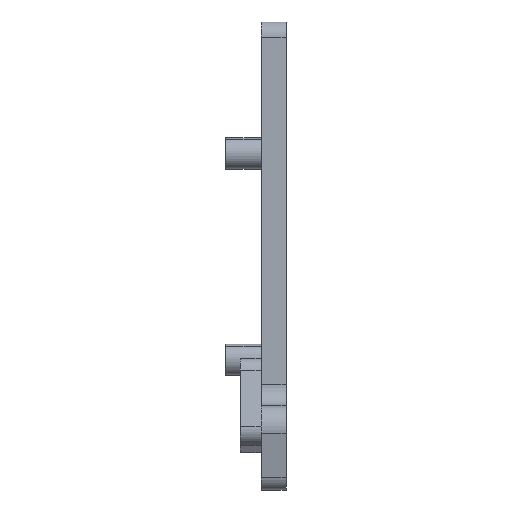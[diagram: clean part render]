
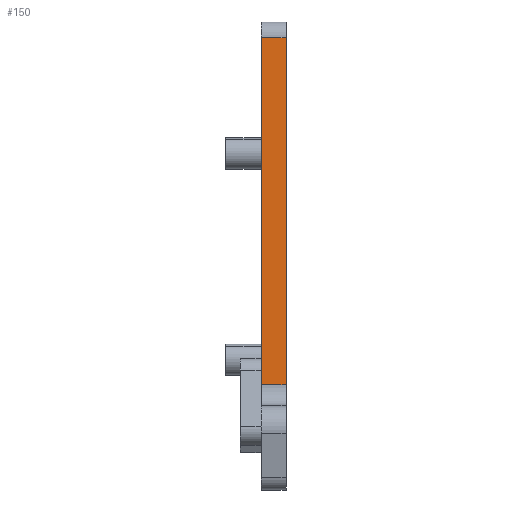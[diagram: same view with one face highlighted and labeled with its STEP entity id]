
A CAD part, front view. The second image highlights one B-rep face of the part: STEP entity #150.
In plain terms, the highlighted planar face has unit normal (0, -1, 0).
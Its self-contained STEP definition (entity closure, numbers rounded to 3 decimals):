
#123=AXIS2_PLACEMENT_3D('Plane Axis2P3D',#120,#121,#122) ;
#98=CARTESIAN_POINT('Vertex',(2.9,7.984,5.05)) ;
#101=CARTESIAN_POINT('Line Origine',(2.3,7.984,5.05)) ;
#105=CARTESIAN_POINT('Vertex',(1.7,7.984,5.05)) ;
#120=CARTESIAN_POINT('Axis2P3D Location',(2.9,7.984,5.05)) ;
#125=CARTESIAN_POINT('Line Origine',(2.9,7.984,13.385)) ;
#129=CARTESIAN_POINT('Vertex',(2.9,7.984,21.72)) ;
#132=CARTESIAN_POINT('Line Origine',(2.3,7.984,21.72)) ;
#136=CARTESIAN_POINT('Vertex',(1.7,7.984,21.72)) ;
#139=CARTESIAN_POINT('Line Origine',(1.7,7.984,13.385)) ;
#102=DIRECTION('Vector Direction',(-1.,0.,0.)) ;
#121=DIRECTION('Axis2P3D Direction',(0.,-1.,0.)) ;
#122=DIRECTION('Axis2P3D XDirection',(0.,0.,1.)) ;
#126=DIRECTION('Vector Direction',(0.,0.,1.)) ;
#133=DIRECTION('Vector Direction',(-1.,0.,0.)) ;
#140=DIRECTION('Vector Direction',(0.,0.,1.)) ;
#103=VECTOR('Line Direction',#102,1.) ;
#127=VECTOR('Line Direction',#126,1.) ;
#134=VECTOR('Line Direction',#133,1.) ;
#141=VECTOR('Line Direction',#140,1.) ;
#145=ORIENTED_EDGE('',*,*,#107,.F.) ;
#146=ORIENTED_EDGE('',*,*,#131,.T.) ;
#147=ORIENTED_EDGE('',*,*,#138,.T.) ;
#148=ORIENTED_EDGE('',*,*,#143,.F.) ;
#150=ADVANCED_FACE('K\X2\00F6\X0\rper.3',(#149),#124,.T.) ;
#107=EDGE_CURVE('',#99,#106,#104,.T.) ;
#131=EDGE_CURVE('',#99,#130,#128,.T.) ;
#138=EDGE_CURVE('',#130,#137,#135,.T.) ;
#143=EDGE_CURVE('',#106,#137,#142,.T.) ;
#144=EDGE_LOOP('',(#145,#146,#147,#148)) ;
#149=FACE_OUTER_BOUND('',#144,.T.) ;
#104=LINE('Line',#101,#103) ;
#128=LINE('Line',#125,#127) ;
#135=LINE('Line',#132,#134) ;
#142=LINE('Line',#139,#141) ;
#124=PLANE('',#123) ;
#99=VERTEX_POINT('',#98) ;
#106=VERTEX_POINT('',#105) ;
#130=VERTEX_POINT('',#129) ;
#137=VERTEX_POINT('',#136) ;
